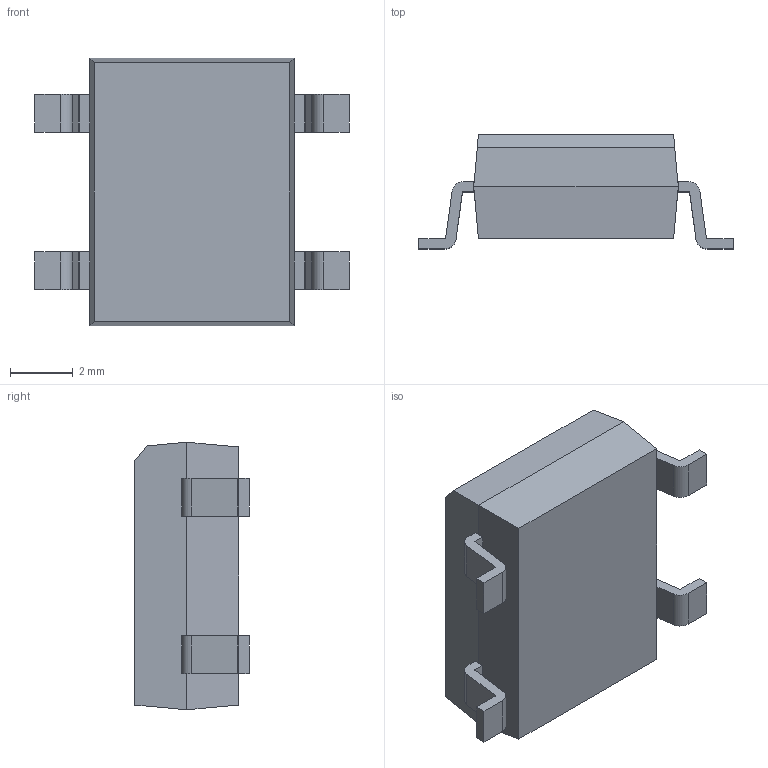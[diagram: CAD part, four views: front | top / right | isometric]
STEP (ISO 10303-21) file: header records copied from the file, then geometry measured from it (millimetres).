
FILE_DESCRIPTION (( 'STEP AP214' ), '1' );
FILE_NAME ('SW3dPS-SDIP.STEP', '2009-11-18T05:44:23', ( 'SysAdmin' ), ( 'SolidWorks' ), 'SwSTEP 2.0', 'SolidWorks 2009', '' );
FILE_SCHEMA (( 'AUTOMOTIVE_DESIGN' ));
Length unit declared in the file: millimetre
Products named in the file (1): SW3dPS-SDIP
Bounding box: 10 x 3.63 x 8.5 mm (x, y, z)
Volume: 179.4 mm3; surface area: 240.5 mm2
Topology: 5 solids, 5 shells, 68 faces, 172 edges, 114 vertices
Faces by surface type: plane 51, cylinder 16, sphere 1
Entity records: 2081 total; most frequent: CARTESIAN_POINT 350, DIRECTION 341, ORIENTED_EDGE 338, EDGE_CURVE 169, VECTOR 135, LINE 135, VERTEX_POINT 112, AXIS2_PLACEMENT_3D 103
